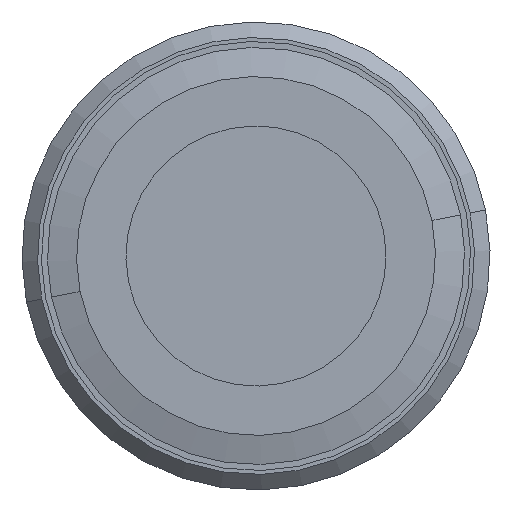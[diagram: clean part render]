
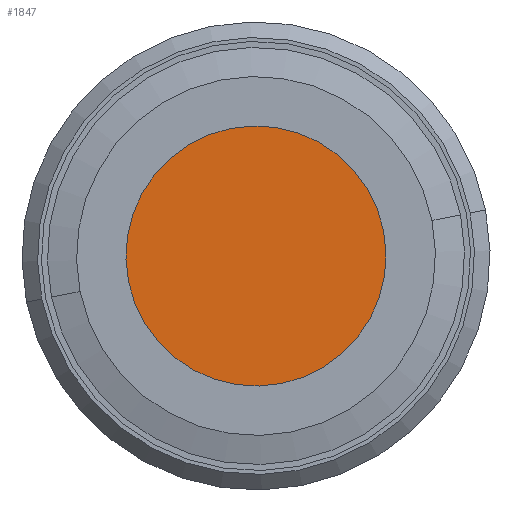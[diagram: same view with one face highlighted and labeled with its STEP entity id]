
A CAD part, left-side view. The second image highlights one B-rep face of the part: STEP entity #1847.
In plain terms, the highlighted planar face has unit normal (-1, 0, 0).
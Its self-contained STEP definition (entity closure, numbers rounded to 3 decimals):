
#156=CARTESIAN_POINT('',(-0.28,0.,0.));
#157=DIRECTION('',(-1.,0.,0.));
#158=DIRECTION('',(0.,-0.197,-0.98));
#159=AXIS2_PLACEMENT_3D('',#156,#157,#158);
#161=CARTESIAN_POINT('',(-0.28,0.,0.));
#162=DIRECTION('',(-1.,0.,0.));
#163=DIRECTION('',(0.,0.197,0.98));
#164=AXIS2_PLACEMENT_3D('',#161,#162,#163);
#1289=CARTESIAN_POINT('',(-0.28,-0.986,-4.902));
#1290=CARTESIAN_POINT('',(-0.28,0.986,4.902));
#1291=VERTEX_POINT('',#1289);
#1292=VERTEX_POINT('',#1290);
#1838=CARTESIAN_POINT('',(-0.28,0.,0.));
#1839=DIRECTION('',(-1.,0.,0.));
#1840=DIRECTION('',(0.,-0.197,-0.98));
#1841=AXIS2_PLACEMENT_3D('',#1838,#1839,#1840);
#1842=PLANE('',#1841);
#1843=ORIENTED_EDGE('',*,*,#1804,.F.);
#1844=ORIENTED_EDGE('',*,*,#1825,.F.);
#1845=EDGE_LOOP('',(#1843,#1844));
#1846=FACE_OUTER_BOUND('',#1845,.F.);
#1847=ADVANCED_FACE('',(#1846),#1842,.T.);
#160=CIRCLE('',#159,5.);
#165=CIRCLE('',#164,5.);
#1804=EDGE_CURVE('',#1291,#1292,#160,.T.);
#1825=EDGE_CURVE('',#1292,#1291,#165,.T.);
